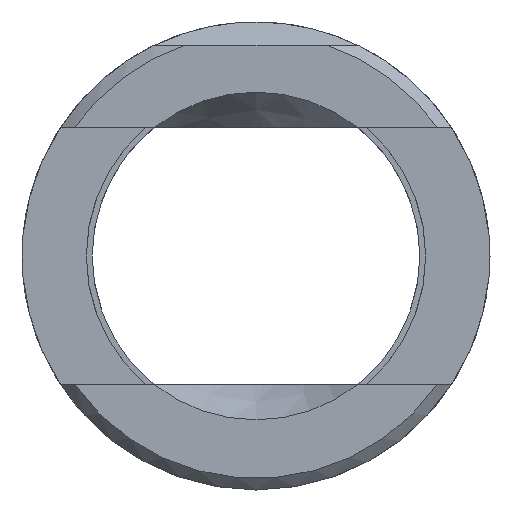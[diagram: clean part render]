
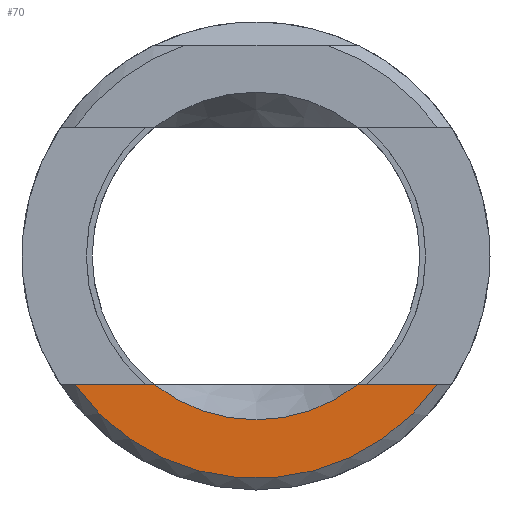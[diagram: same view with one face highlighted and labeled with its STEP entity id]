
A CAD part, left-side view. The second image highlights one B-rep face of the part: STEP entity #70.
In plain terms, the highlighted planar face has unit normal (-1, 0, 0).
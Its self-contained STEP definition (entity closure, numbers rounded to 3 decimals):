
#70 = ADVANCED_FACE( '', ( #173 ), #174, .F. );
#173 = FACE_OUTER_BOUND( '', #317, .T. );
#174 = PLANE( '', #318 );
#317 = EDGE_LOOP( '', ( #467, #468, #469, #470 ) );
#318 = AXIS2_PLACEMENT_3D( '', #471, #472, #473 );
#467 = ORIENTED_EDGE( '', *, *, #833, .T. );
#468 = ORIENTED_EDGE( '', *, *, #834, .T. );
#469 = ORIENTED_EDGE( '', *, *, #835, .T. );
#470 = ORIENTED_EDGE( '', *, *, #836, .F. );
#471 = CARTESIAN_POINT( '', ( -28.17, 20., 0. ) );
#472 = DIRECTION( '', ( 1., 0., 0. ) );
#473 = DIRECTION( '', ( 0., 0., -1. ) );
#833 = EDGE_CURVE( '', #987, #988, #989, .T. );
#834 = EDGE_CURVE( '', #988, #990, #991, .F. );
#835 = EDGE_CURVE( '', #990, #992, #993, .T. );
#836 = EDGE_CURVE( '', #987, #992, #994, .T. );
#987 = VERTEX_POINT( '', #1242 );
#988 = VERTEX_POINT( '', #1243 );
#989 = LINE( '', #1244, #1245 );
#990 = VERTEX_POINT( '', #1246 );
#991 = CIRCLE( '', #1247, 19. );
#992 = VERTEX_POINT( '', #1248 );
#993 = LINE( '', #1249, #1250 );
#994 = CIRCLE( '', #1251, 14. );
#1242 = CARTESIAN_POINT( '', ( -28.17, 8.66, -11. ) );
#1243 = CARTESIAN_POINT( '', ( -28.17, 15.492, -11. ) );
#1244 = CARTESIAN_POINT( '', ( -28.17, 20., -11. ) );
#1245 = VECTOR( '', #1762, 1000. );
#1246 = CARTESIAN_POINT( '', ( -28.17, -15.492, -11. ) );
#1247 = AXIS2_PLACEMENT_3D( '', #1763, #1764, #1765 );
#1248 = CARTESIAN_POINT( '', ( -28.17, -8.66, -11. ) );
#1249 = CARTESIAN_POINT( '', ( -28.17, 20., -11. ) );
#1250 = VECTOR( '', #1766, 1000. );
#1251 = AXIS2_PLACEMENT_3D( '', #1767, #1768, #1769 );
#1762 = DIRECTION( '', ( 0., 1., 0. ) );
#1763 = CARTESIAN_POINT( '', ( -28.17, 0., 0. ) );
#1764 = DIRECTION( '', ( 1., 0., 0. ) );
#1765 = DIRECTION( '', ( 0., 0., -1. ) );
#1766 = DIRECTION( '', ( 0., 1., 0. ) );
#1767 = CARTESIAN_POINT( '', ( -28.17, 0., 0. ) );
#1768 = DIRECTION( '', ( -1., 0., 0. ) );
#1769 = DIRECTION( '', ( 0., 0., 1. ) );
